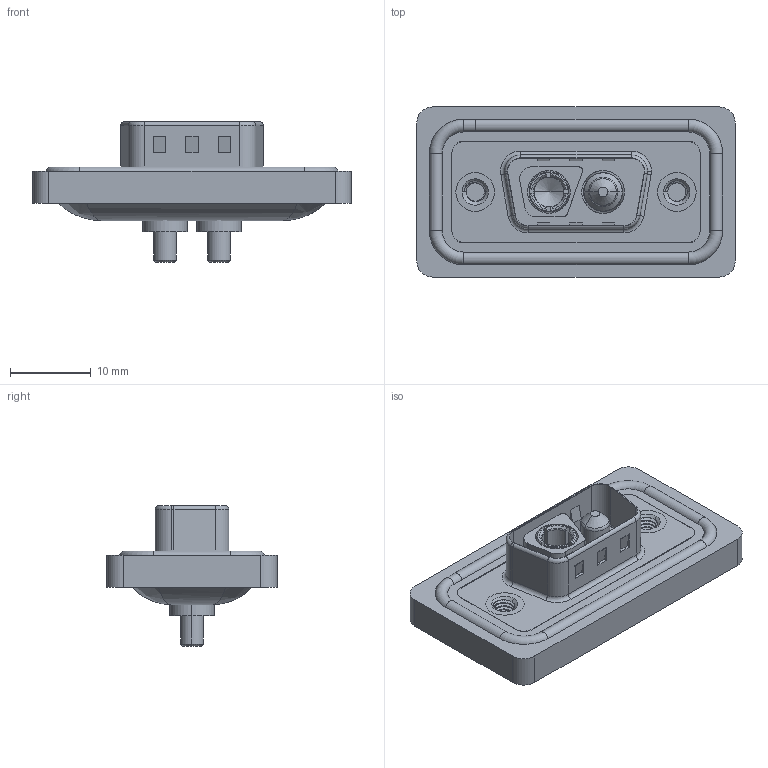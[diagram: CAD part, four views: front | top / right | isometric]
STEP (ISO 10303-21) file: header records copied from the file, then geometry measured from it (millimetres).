
FILE_DESCRIPTION (( 'STEP AP203' ), '1' );
FILE_NAME ('627W2WK2224-2NA.STEP', '2024-03-19T17:00:08', ( '' ), ( '' ), 'SwSTEP 2.0', 'SolidWorks 2023', '' );
FILE_SCHEMA (( 'CONFIG_CONTROL_DESIGN' ));
Length unit declared in the file: millimetre
Products named in the file (8): 627W2WK2224-2NA; 627Combo Threaded Rivet_A; 627Combo Shell Rear_09 Contacts; 627Combo Housing_2WK2; Power Pin_20A S; 627Combo Shell Front_09 Contacts; Power Socket_20A S; 627Combo Waterproof Housing_09 Contacts
Assembly tree (8 placements, depth 2):
  627W2WK2224-2NA
    627Combo Housing_2WK2
    627Combo Waterproof Housing_09 Contacts
    627Combo Shell Rear_09 Contacts
    627Combo Shell Front_09 Contacts
    627Combo Threaded Rivet_A  x2
    Power Socket_20A S
    Power Pin_20A S
Bounding box: 39.5 x 21.1 x 17.4 mm (x, y, z)
Volume: 4555.8 mm3; surface area: 7339.9 mm2
Topology: 11 solids, 11 shells, 532 faces, 1320 edges, 828 vertices
Faces by surface type: cylinder 229, plane 189, torus 70, cone 32, bspline 12
Entity records: 17941 total; most frequent: CARTESIAN_POINT 5005, DIRECTION 2643, ORIENTED_EDGE 2464, EDGE_CURVE 1232, AXIS2_PLACEMENT_3D 1016, VERTEX_POINT 778, VECTOR 611, LINE 611
